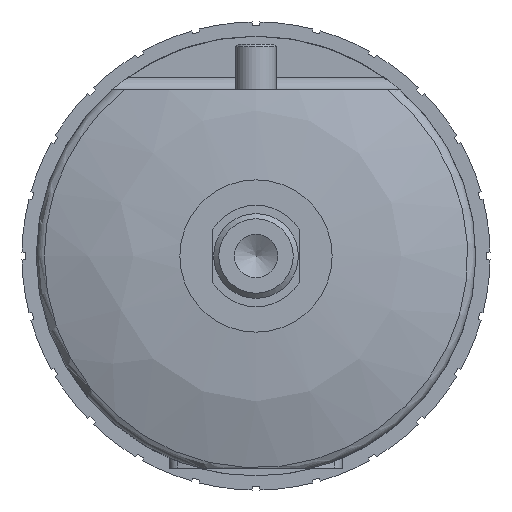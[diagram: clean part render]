
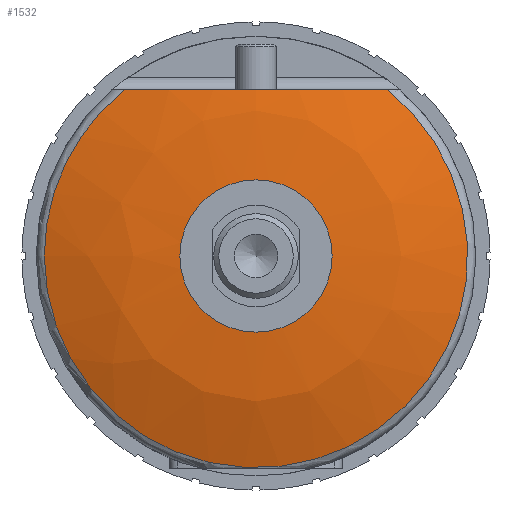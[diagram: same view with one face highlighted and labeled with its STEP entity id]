
A CAD part, front view. The second image highlights one B-rep face of the part: STEP entity #1532.
In plain terms, the highlighted free-form (B-spline) face has degree [2, 2] with [3, 9] control points.
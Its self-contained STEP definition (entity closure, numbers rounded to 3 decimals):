
#704=CARTESIAN_POINT('',(-25.882,4.993,32.7));
#705=VERTEX_POINT('',#704);
#734=CARTESIAN_POINT('',(25.882,4.993,32.7));
#735=VERTEX_POINT('',#734);
#736=CARTESIAN_POINT('',(25.882,4.993,32.7));
#737=CARTESIAN_POINT('',(21.813,4.015,32.7));
#738=CARTESIAN_POINT('',(17.654,3.321,32.7));
#739=CARTESIAN_POINT('',(13.532,2.868,32.7));
#740=CARTESIAN_POINT('',(10.191,2.502,32.7));
#741=CARTESIAN_POINT('',(6.875,2.291,32.7));
#742=CARTESIAN_POINT('',(3.656,2.202,32.7));
#743=CARTESIAN_POINT('',(2.717,2.176,32.7));
#744=CARTESIAN_POINT('',(1.787,2.16,32.7));
#745=CARTESIAN_POINT('',(0.867,2.154,32.7));
#746=CARTESIAN_POINT('',(0.138,2.149,32.7));
#747=CARTESIAN_POINT('',(-0.583,2.15,32.7));
#748=CARTESIAN_POINT('',(-1.314,2.158,32.7));
#749=CARTESIAN_POINT('',(-6.32,2.207,32.7));
#750=CARTESIAN_POINT('',(-11.608,2.541,32.7));
#751=CARTESIAN_POINT('',(-16.901,3.292,32.7));
#752=CARTESIAN_POINT('',(-19.91,3.718,32.7));
#753=CARTESIAN_POINT('',(-22.919,4.281,32.7));
#754=CARTESIAN_POINT('',(-25.882,4.993,32.7));
#755=B_SPLINE_CURVE_WITH_KNOTS('',3,(#736,#737,#738,#739,#740,#741,#742,#743,#744,#745,#746,#747,#748,#749,#750,#751,#752,#753,#754),.UNSPECIFIED.,.F.,.U.,(4,3,3,3,3,3,4),(-2.462,-1.301,-0.361,-0.086,0.131,1.617,2.462),.UNSPECIFIED.);
#756=EDGE_CURVE('',#735,#705,#755,.T.);
#1201=CARTESIAN_POINT('',(0.0,4.993,0.0));
#1202=DIRECTION('',(0.0,1.0,0.0));
#1203=DIRECTION('',(1.0,0.0,0.0));
#1204=AXIS2_PLACEMENT_3D('',#1201,#1202,#1203);
#1205=CIRCLE('',#1204,41.703);
#1206=EDGE_CURVE('',#735,#705,#1205,.T.);
#1482=CARTESIAN_POINT('',(0.,1.538,0.));
#1483=CARTESIAN_POINT('',(0.,-2.89,-21.364));
#1484=CARTESIAN_POINT('',(0.,4.995,-41.708));
#1485=CARTESIAN_POINT('',(0.,1.538,0.));
#1486=CARTESIAN_POINT('',(21.364,-2.89,-21.364));
#1487=CARTESIAN_POINT('',(41.708,4.995,-41.708));
#1488=CARTESIAN_POINT('',(0.,1.538,0.));
#1489=CARTESIAN_POINT('',(21.364,-2.89,0.));
#1490=CARTESIAN_POINT('',(41.708,4.995,0.));
#1491=CARTESIAN_POINT('',(0.,1.538,0.));
#1492=CARTESIAN_POINT('',(21.364,-2.89,21.364));
#1493=CARTESIAN_POINT('',(41.708,4.995,41.708));
#1494=CARTESIAN_POINT('',(0.,1.538,0.));
#1495=CARTESIAN_POINT('',(0.,-2.89,21.364));
#1496=CARTESIAN_POINT('',(0.,4.995,41.708));
#1497=CARTESIAN_POINT('',(0.,1.538,0.));
#1498=CARTESIAN_POINT('',(-21.364,-2.89,21.364));
#1499=CARTESIAN_POINT('',(-41.708,4.995,41.708));
#1500=CARTESIAN_POINT('',(0.,1.538,0.));
#1501=CARTESIAN_POINT('',(-21.364,-2.89,0.));
#1502=CARTESIAN_POINT('',(-41.708,4.995,0.));
#1503=CARTESIAN_POINT('',(0.,1.538,0.));
#1504=CARTESIAN_POINT('',(-21.364,-2.89,-21.364));
#1505=CARTESIAN_POINT('',(-41.708,4.995,-41.708));
#1506=CARTESIAN_POINT('',(0.,1.538,0.));
#1507=CARTESIAN_POINT('',(0.,-2.89,-21.364));
#1508=CARTESIAN_POINT('',(0.,4.995,-41.708));
#1516=(BOUNDED_SURFACE()B_SPLINE_SURFACE(2,2,((#1482,#1485,#1488,#1491,#1494,#1497,#1500,#1503,#1506),(#1483,#1486,#1489,#1492,#1495,#1498,#1501,#1504,#1507),(#1484,#1487,#1490,#1493,#1496,#1499,#1502,#1505,#1508)),.UNSPECIFIED.,.F.,.T.,.U.)B_SPLINE_SURFACE_WITH_KNOTS((3,3),(3,2,2,2,3),(-1.775,-1.201),(0.0,1.571,3.142,4.712,6.283),.UNSPECIFIED.)GEOMETRIC_REPRESENTATION_ITEM()RATIONAL_B_SPLINE_SURFACE(((1.0,0.707,1.0,0.707,1.0,0.707,1.0,0.707,1.0),(0.959,0.678,0.959,0.678,0.959,0.678,0.959,0.678,0.959),(1.0,0.707,1.0,0.707,1.0,0.707,1.0,0.707,1.0)))REPRESENTATION_ITEM('')SURFACE());
#1517=ORIENTED_EDGE('',*,*,#756,.T.);
#1518=ORIENTED_EDGE('',*,*,#1206,.F.);
#1519=EDGE_LOOP('',(#1517,#1518));
#1520=FACE_OUTER_BOUND('',#1519,.T.);
#1521=CARTESIAN_POINT('',(-15.,0.0,0.0));
#1522=VERTEX_POINT('',#1521);
#1523=CARTESIAN_POINT('',(0.0,0.0,0.0));
#1524=DIRECTION('',(0.0,1.0,0.0));
#1525=DIRECTION('',(-1.0,0.0,0.0));
#1526=AXIS2_PLACEMENT_3D('',#1523,#1524,#1525);
#1527=CIRCLE('',#1526,15.);
#1528=EDGE_CURVE('',#1522,#1522,#1527,.T.);
#1529=ORIENTED_EDGE('',*,*,#1528,.T.);
#1530=EDGE_LOOP('',(#1529));
#1531=FACE_BOUND('',#1530,.T.);
#1532=ADVANCED_FACE('',(#1520,#1531),#1516,.T.);
